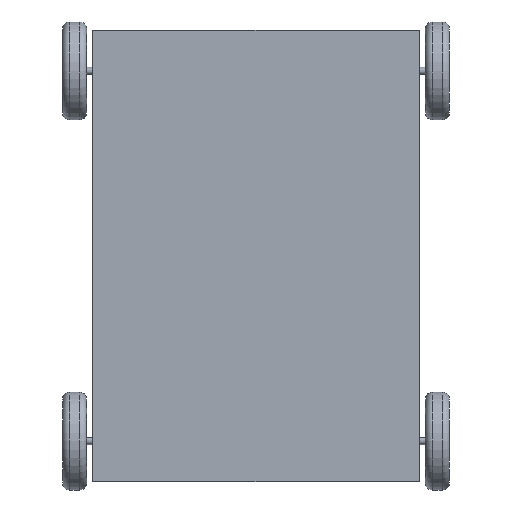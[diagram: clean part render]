
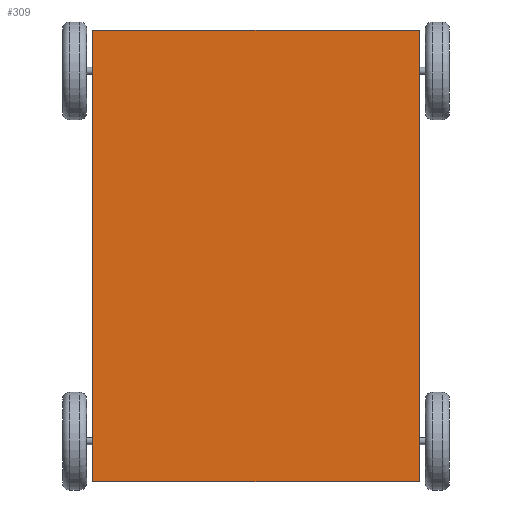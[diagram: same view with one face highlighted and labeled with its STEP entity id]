
A CAD part, front view. The second image highlights one B-rep face of the part: STEP entity #309.
In plain terms, the highlighted planar face has unit normal (0, -1, 0).
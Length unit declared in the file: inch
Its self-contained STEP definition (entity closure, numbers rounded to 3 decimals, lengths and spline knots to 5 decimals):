
#55=PLANE('',#386);
#71=FACE_OUTER_BOUND('',#91,.T.);
#91=EDGE_LOOP('',(#243,#244,#245,#246));
#113=LINE('',#560,#131);
#114=LINE('',#562,#132);
#115=LINE('',#564,#133);
#116=LINE('',#565,#134);
#131=VECTOR('',#457,0.3937);
#132=VECTOR('',#458,0.3937);
#133=VECTOR('',#459,0.3937);
#134=VECTOR('',#460,0.3937);
#171=VERTEX_POINT('',#558);
#172=VERTEX_POINT('',#559);
#173=VERTEX_POINT('',#561);
#174=VERTEX_POINT('',#563);
#199=EDGE_CURVE('',#171,#172,#113,.T.);
#200=EDGE_CURVE('',#172,#173,#114,.T.);
#201=EDGE_CURVE('',#174,#173,#115,.T.);
#202=EDGE_CURVE('',#171,#174,#116,.T.);
#243=ORIENTED_EDGE('',*,*,#199,.T.);
#244=ORIENTED_EDGE('',*,*,#200,.T.);
#245=ORIENTED_EDGE('',*,*,#201,.F.);
#246=ORIENTED_EDGE('',*,*,#202,.F.);
#309=ADVANCED_FACE('',(#71),#55,.T.);
#386=AXIS2_PLACEMENT_3D('',#557,#455,#456);
#455=DIRECTION('center_axis',(0.,-1.,0.));
#456=DIRECTION('ref_axis',(1.,0.,0.));
#457=DIRECTION('',(1.,0.,0.));
#458=DIRECTION('',(0.,0.,1.));
#459=DIRECTION('',(1.,0.,0.));
#460=DIRECTION('',(0.,0.,1.));
#557=CARTESIAN_POINT('Origin',(0.,0.,0.));
#558=CARTESIAN_POINT('',(0.,0.,0.));
#559=CARTESIAN_POINT('',(26.,0.,0.));
#560=CARTESIAN_POINT('',(0.,0.,0.));
#561=CARTESIAN_POINT('',(26.,0.,36.));
#562=CARTESIAN_POINT('',(26.,0.,0.));
#563=CARTESIAN_POINT('',(0.,0.,36.));
#564=CARTESIAN_POINT('',(0.,0.,36.));
#565=CARTESIAN_POINT('',(0.,0.,0.));
